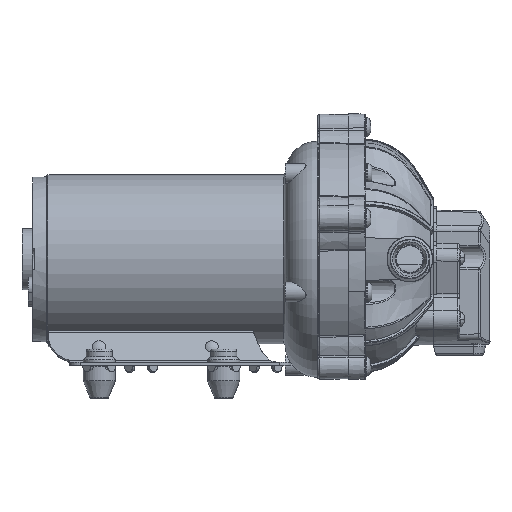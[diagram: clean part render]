
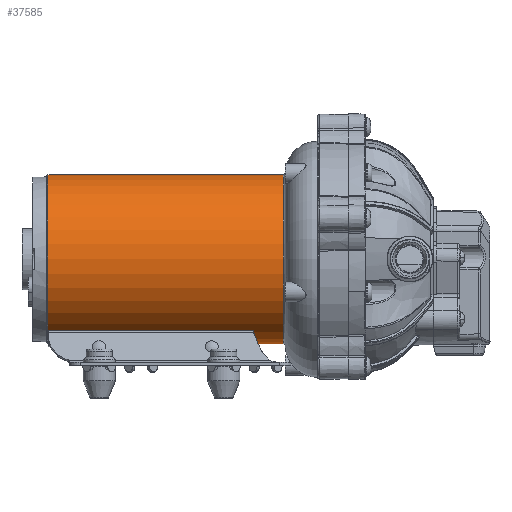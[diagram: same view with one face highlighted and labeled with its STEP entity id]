
A CAD part, top view. The second image highlights one B-rep face of the part: STEP entity #37585.
In plain terms, the highlighted cylindrical face has radius 39 mm (diameter 78 mm), a full revolution.
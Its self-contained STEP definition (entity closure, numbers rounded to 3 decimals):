
#571=FACE_BOUND('',#11329,.T.);
#572=FACE_BOUND('',#11330,.T.);
#3672=LINE('',#147175,#6044);
#6044=VECTOR('',#50251,39.);
#7285=CYLINDRICAL_SURFACE('',#41410,39.);
#9086=FACE_OUTER_BOUND('',#11328,.T.);
#11328=EDGE_LOOP('',(#33408,#33409,#33410,#33411));
#11329=EDGE_LOOP('',(#33412,#33413));
#11330=EDGE_LOOP('',(#33414,#33415));
#12998=B_SPLINE_CURVE_WITH_KNOTS('',3,(#147178,#147179,#147180,#147181,
#147182,#147183,#147184,#147185,#147186,#147187,#147188,#147189,#147190,
#147191,#147192,#147193,#147194,#147195),.UNSPECIFIED.,.F.,.F.,(4,2,2,2,
2,2,2,2,4),(-0.754,-0.659,-0.565,-0.471,
-0.377,-0.283,-0.188,-0.094,
0.),.UNSPECIFIED.);
#12999=B_SPLINE_CURVE_WITH_KNOTS('',3,(#147196,#147197,#147198,#147199,
#147200,#147201,#147202,#147203,#147204,#147205,#147206,#147207,#147208,
#147209,#147210,#147211,#147212,#147213),.UNSPECIFIED.,.F.,.F.,(4,2,2,2,
2,2,2,2,4),(0.,0.094,0.188,0.283,0.377,
0.471,0.565,0.659,0.754),
 .UNSPECIFIED.);
#13000=B_SPLINE_CURVE_WITH_KNOTS('',3,(#147216,#147217,#147218,#147219,
#147220,#147221,#147222,#147223,#147224,#147225,#147226,#147227,#147228,
#147229,#147230,#147231,#147232,#147233),.UNSPECIFIED.,.F.,.F.,(4,2,2,2,
2,2,2,2,4),(-0.754,-0.659,-0.565,-0.471,
-0.377,-0.283,-0.188,-0.094,
0.),.UNSPECIFIED.);
#13001=B_SPLINE_CURVE_WITH_KNOTS('',3,(#147234,#147235,#147236,#147237,
#147238,#147239,#147240,#147241,#147242,#147243,#147244,#147245,#147246,
#147247,#147248,#147249,#147250,#147251),.UNSPECIFIED.,.F.,.F.,(4,2,2,2,
2,2,2,2,4),(0.,0.094,0.188,0.283,0.377,
0.471,0.565,0.659,0.754),
 .UNSPECIFIED.);
#14512=CIRCLE('',#41385,39.);
#14518=CIRCLE('',#41392,39.);
#17838=VERTEX_POINT('',#145696);
#17845=VERTEX_POINT('',#145711);
#17888=VERTEX_POINT('',#147176);
#17889=VERTEX_POINT('',#147177);
#17890=VERTEX_POINT('',#147214);
#17891=VERTEX_POINT('',#147215);
#23120=EDGE_CURVE('',#17838,#17838,#14512,.T.);
#23128=EDGE_CURVE('',#17845,#17845,#14518,.T.);
#23175=EDGE_CURVE('',#17845,#17838,#3672,.T.);
#23176=EDGE_CURVE('',#17888,#17889,#12998,.T.);
#23177=EDGE_CURVE('',#17889,#17888,#12999,.T.);
#23178=EDGE_CURVE('',#17890,#17891,#13000,.T.);
#23179=EDGE_CURVE('',#17891,#17890,#13001,.T.);
#33408=ORIENTED_EDGE('',*,*,#23128,.T.);
#33409=ORIENTED_EDGE('',*,*,#23175,.T.);
#33410=ORIENTED_EDGE('',*,*,#23120,.T.);
#33411=ORIENTED_EDGE('',*,*,#23175,.F.);
#33412=ORIENTED_EDGE('',*,*,#23176,.T.);
#33413=ORIENTED_EDGE('',*,*,#23177,.T.);
#33414=ORIENTED_EDGE('',*,*,#23178,.T.);
#33415=ORIENTED_EDGE('',*,*,#23179,.T.);
#37585=ADVANCED_FACE('',(#9086,#571,#572),#7285,.T.);
#41385=AXIS2_PLACEMENT_3D('',#145697,#50193,#50194);
#41392=AXIS2_PLACEMENT_3D('',#145713,#50209,#50210);
#41410=AXIS2_PLACEMENT_3D('',#147174,#50249,#50250);
#50193=DIRECTION('center_axis',(-1.,0.,0.));
#50194=DIRECTION('ref_axis',(0.,0.,1.));
#50209=DIRECTION('center_axis',(1.,0.,0.));
#50210=DIRECTION('ref_axis',(0.,0.,1.));
#50249=DIRECTION('center_axis',(-1.,0.,0.));
#50250=DIRECTION('ref_axis',(0.,0.,1.));
#50251=DIRECTION('',(1.,0.,0.));
#145696=CARTESIAN_POINT('',(1.5,0.,-39.));
#145697=CARTESIAN_POINT('Origin',(1.5,0.,0.));
#145711=CARTESIAN_POINT('',(-107.,0.,-39.));
#145713=CARTESIAN_POINT('Origin',(-107.,0.,0.));
#147174=CARTESIAN_POINT('Origin',(24.325,0.,0.));
#147175=CARTESIAN_POINT('',(24.325,0.,-39.));
#147176=CARTESIAN_POINT('',(-80.,-38.92,2.5));
#147177=CARTESIAN_POINT('',(-80.,-38.92,-2.5));
#147178=CARTESIAN_POINT('Ctrl Pts',(-80.,-38.92,2.5));
#147179=CARTESIAN_POINT('Ctrl Pts',(-79.686,-38.92,
2.5));
#147180=CARTESIAN_POINT('Ctrl Pts',(-79.351,-38.924,
2.437));
#147181=CARTESIAN_POINT('Ctrl Pts',(-78.735,-38.939,
2.182));
#147182=CARTESIAN_POINT('Ctrl Pts',(-78.454,-38.95,
1.99));
#147183=CARTESIAN_POINT('Ctrl Pts',(-78.01,-38.97,
1.546));
#147184=CARTESIAN_POINT('Ctrl Pts',(-77.818,-38.981,
1.265));
#147185=CARTESIAN_POINT('Ctrl Pts',(-77.563,-38.996,
0.649));
#147186=CARTESIAN_POINT('Ctrl Pts',(-77.5,-39.,0.314));
#147187=CARTESIAN_POINT('Ctrl Pts',(-77.5,-39.,-0.314));
#147188=CARTESIAN_POINT('Ctrl Pts',(-77.563,-38.996,
-0.649));
#147189=CARTESIAN_POINT('Ctrl Pts',(-77.818,-38.981,
-1.265));
#147190=CARTESIAN_POINT('Ctrl Pts',(-78.01,-38.97,
-1.546));
#147191=CARTESIAN_POINT('Ctrl Pts',(-78.454,-38.95,
-1.99));
#147192=CARTESIAN_POINT('Ctrl Pts',(-78.735,-38.939,
-2.182));
#147193=CARTESIAN_POINT('Ctrl Pts',(-79.351,-38.924,
-2.437));
#147194=CARTESIAN_POINT('Ctrl Pts',(-79.686,-38.92,
-2.5));
#147195=CARTESIAN_POINT('Ctrl Pts',(-80.,-38.92,-2.5));
#147196=CARTESIAN_POINT('Ctrl Pts',(-80.,-38.92,-2.5));
#147197=CARTESIAN_POINT('Ctrl Pts',(-80.314,-38.92,
-2.5));
#147198=CARTESIAN_POINT('Ctrl Pts',(-80.649,-38.924,
-2.437));
#147199=CARTESIAN_POINT('Ctrl Pts',(-81.265,-38.939,
-2.182));
#147200=CARTESIAN_POINT('Ctrl Pts',(-81.546,-38.95,
-1.99));
#147201=CARTESIAN_POINT('Ctrl Pts',(-81.99,-38.97,
-1.546));
#147202=CARTESIAN_POINT('Ctrl Pts',(-82.182,-38.981,
-1.265));
#147203=CARTESIAN_POINT('Ctrl Pts',(-82.437,-38.996,
-0.649));
#147204=CARTESIAN_POINT('Ctrl Pts',(-82.5,-39.,-0.314));
#147205=CARTESIAN_POINT('Ctrl Pts',(-82.5,-39.,0.314));
#147206=CARTESIAN_POINT('Ctrl Pts',(-82.437,-38.996,
0.649));
#147207=CARTESIAN_POINT('Ctrl Pts',(-82.182,-38.981,
1.265));
#147208=CARTESIAN_POINT('Ctrl Pts',(-81.99,-38.97,
1.546));
#147209=CARTESIAN_POINT('Ctrl Pts',(-81.546,-38.95,
1.99));
#147210=CARTESIAN_POINT('Ctrl Pts',(-81.265,-38.939,
2.182));
#147211=CARTESIAN_POINT('Ctrl Pts',(-80.649,-38.924,
2.437));
#147212=CARTESIAN_POINT('Ctrl Pts',(-80.314,-38.92,
2.5));
#147213=CARTESIAN_POINT('Ctrl Pts',(-80.,-38.92,2.5));
#147214=CARTESIAN_POINT('',(-19.,-38.92,2.5));
#147215=CARTESIAN_POINT('',(-19.,-38.92,-2.5));
#147216=CARTESIAN_POINT('Ctrl Pts',(-19.,-38.92,2.5));
#147217=CARTESIAN_POINT('Ctrl Pts',(-18.686,-38.92,
2.5));
#147218=CARTESIAN_POINT('Ctrl Pts',(-18.351,-38.924,
2.437));
#147219=CARTESIAN_POINT('Ctrl Pts',(-17.735,-38.939,
2.182));
#147220=CARTESIAN_POINT('Ctrl Pts',(-17.454,-38.95,
1.99));
#147221=CARTESIAN_POINT('Ctrl Pts',(-17.01,-38.97,
1.546));
#147222=CARTESIAN_POINT('Ctrl Pts',(-16.818,-38.981,
1.265));
#147223=CARTESIAN_POINT('Ctrl Pts',(-16.563,-38.996,
0.649));
#147224=CARTESIAN_POINT('Ctrl Pts',(-16.5,-39.,0.314));
#147225=CARTESIAN_POINT('Ctrl Pts',(-16.5,-39.,-0.314));
#147226=CARTESIAN_POINT('Ctrl Pts',(-16.563,-38.996,
-0.649));
#147227=CARTESIAN_POINT('Ctrl Pts',(-16.818,-38.981,
-1.265));
#147228=CARTESIAN_POINT('Ctrl Pts',(-17.01,-38.97,
-1.546));
#147229=CARTESIAN_POINT('Ctrl Pts',(-17.454,-38.95,
-1.99));
#147230=CARTESIAN_POINT('Ctrl Pts',(-17.735,-38.939,
-2.182));
#147231=CARTESIAN_POINT('Ctrl Pts',(-18.351,-38.924,
-2.437));
#147232=CARTESIAN_POINT('Ctrl Pts',(-18.686,-38.92,
-2.5));
#147233=CARTESIAN_POINT('Ctrl Pts',(-19.,-38.92,-2.5));
#147234=CARTESIAN_POINT('Ctrl Pts',(-19.,-38.92,-2.5));
#147235=CARTESIAN_POINT('Ctrl Pts',(-19.314,-38.92,
-2.5));
#147236=CARTESIAN_POINT('Ctrl Pts',(-19.649,-38.924,
-2.437));
#147237=CARTESIAN_POINT('Ctrl Pts',(-20.265,-38.939,
-2.182));
#147238=CARTESIAN_POINT('Ctrl Pts',(-20.546,-38.95,
-1.99));
#147239=CARTESIAN_POINT('Ctrl Pts',(-20.99,-38.97,
-1.546));
#147240=CARTESIAN_POINT('Ctrl Pts',(-21.182,-38.981,
-1.265));
#147241=CARTESIAN_POINT('Ctrl Pts',(-21.437,-38.996,
-0.649));
#147242=CARTESIAN_POINT('Ctrl Pts',(-21.5,-39.,-0.314));
#147243=CARTESIAN_POINT('Ctrl Pts',(-21.5,-39.,0.314));
#147244=CARTESIAN_POINT('Ctrl Pts',(-21.437,-38.996,
0.649));
#147245=CARTESIAN_POINT('Ctrl Pts',(-21.182,-38.981,
1.265));
#147246=CARTESIAN_POINT('Ctrl Pts',(-20.99,-38.97,
1.546));
#147247=CARTESIAN_POINT('Ctrl Pts',(-20.546,-38.95,
1.99));
#147248=CARTESIAN_POINT('Ctrl Pts',(-20.265,-38.939,
2.182));
#147249=CARTESIAN_POINT('Ctrl Pts',(-19.649,-38.924,
2.437));
#147250=CARTESIAN_POINT('Ctrl Pts',(-19.314,-38.92,
2.5));
#147251=CARTESIAN_POINT('Ctrl Pts',(-19.,-38.92,2.5));
